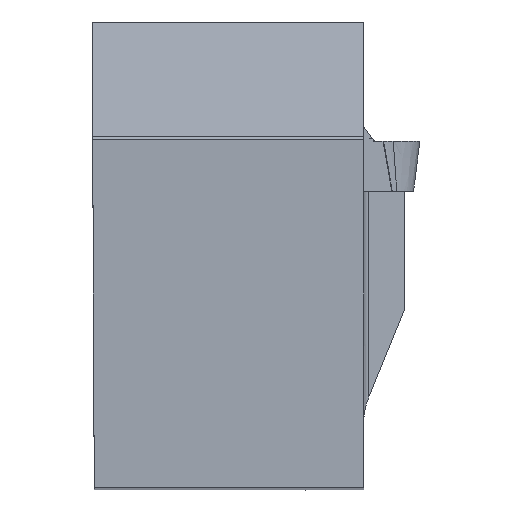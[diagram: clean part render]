
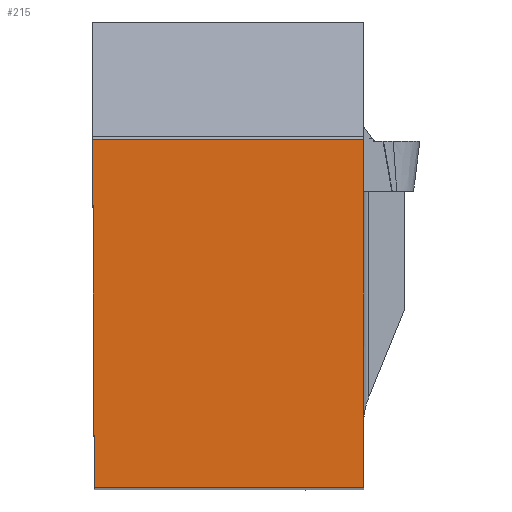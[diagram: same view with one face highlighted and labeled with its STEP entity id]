
A CAD part, top view. The second image highlights one B-rep face of the part: STEP entity #215.
In plain terms, the highlighted planar face has unit normal (0, 0, 1).
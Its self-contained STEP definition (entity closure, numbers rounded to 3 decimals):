
#215=ADVANCED_FACE('',(#306),#271,.T.);
#271=PLANE('',#1315);
#306=FACE_OUTER_BOUND('',#363,.T.);
#363=EDGE_LOOP('',(#481,#482,#483,#484));
#481=ORIENTED_EDGE('',*,*,#919,.T.);
#482=ORIENTED_EDGE('',*,*,#936,.F.);
#483=ORIENTED_EDGE('',*,*,#906,.F.);
#484=ORIENTED_EDGE('',*,*,#937,.T.);
#776=VERTEX_POINT('',#1665);
#780=VERTEX_POINT('',#1674);
#791=VERTEX_POINT('',#1703);
#792=VERTEX_POINT('',#1705);
#906=EDGE_CURVE('',#780,#776,#1076,.T.);
#919=EDGE_CURVE('',#792,#791,#1087,.T.);
#936=EDGE_CURVE('',#776,#791,#1104,.T.);
#937=EDGE_CURVE('',#780,#792,#1105,.T.);
#1076=LINE('',#1675,#1167);
#1087=LINE('',#1704,#1178);
#1104=LINE('',#1736,#1195);
#1105=LINE('',#1737,#1196);
#1167=VECTOR('',#1414,1.);
#1178=VECTOR('',#1431,1.);
#1195=VECTOR('',#1458,1.);
#1196=VECTOR('',#1459,1.);
#1315=AXIS2_PLACEMENT_3D('',#1738,#1460,#1461);
#1414=DIRECTION('',(0.,-1.,0.));
#1431=DIRECTION('',(0.004,-1.,0.));
#1458=DIRECTION('',(-1.,0.,0.));
#1459=DIRECTION('',(-1.,0.,0.));
#1460=DIRECTION('',(0.,0.,1.));
#1461=DIRECTION('',(1.,0.,0.));
#1665=CARTESIAN_POINT('',(24.875,0.,0.));
#1674=CARTESIAN_POINT('',(24.875,31.875,0.));
#1675=CARTESIAN_POINT('',(24.875,-9.,0.));
#1703=CARTESIAN_POINT('',(0.139,0.,0.));
#1704=CARTESIAN_POINT('',(0.179,-9.147,0.));
#1705=CARTESIAN_POINT('',(0.,31.875,0.));
#1736=CARTESIAN_POINT('',(33.838,0.,0.));
#1737=CARTESIAN_POINT('',(33.838,31.875,0.));
#1738=CARTESIAN_POINT('',(33.838,-9.,0.));
